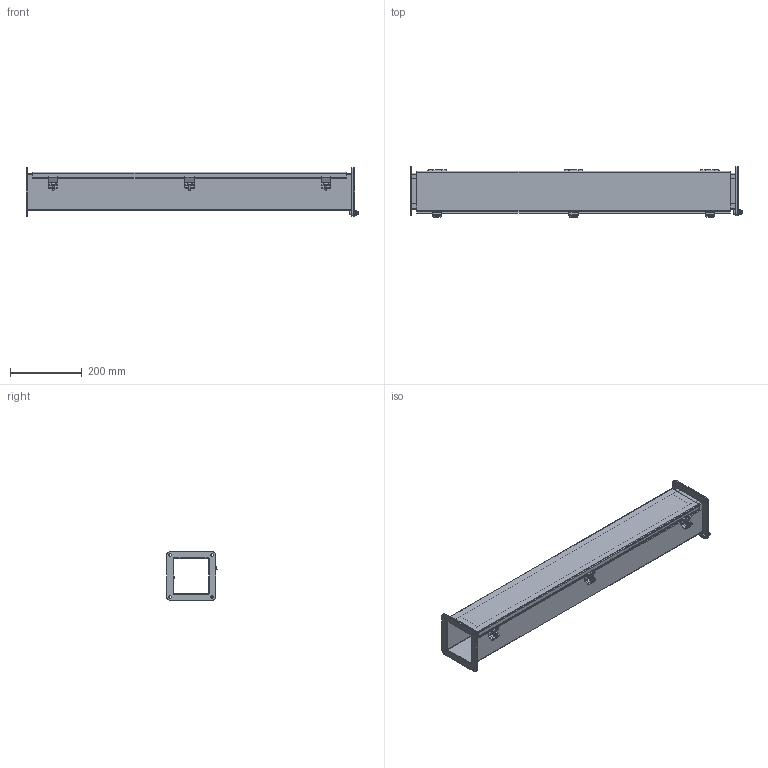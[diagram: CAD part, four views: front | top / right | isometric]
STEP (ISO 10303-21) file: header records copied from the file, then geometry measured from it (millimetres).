
FILE_DESCRIPTION (( 'STEP AP203' ), '1' );
FILE_NAME ('1487C36SS.step', '2020-11-17T21:11:36', ( 'ADC123' ), ( 'Microsoft' ), 'SwSTEP 2.0', 'SolidWorks 2019', '' );
FILE_SCHEMA (( 'CONFIG_CONTROL_DESIGN' ));
Length unit declared in the file: inch
Products named in the file (1): 1487C36SS
Bounding box: 928.26 x 141.01 x 136.53 mm (x, y, z)
Volume: 1070005.1 mm3; surface area: 1064674.7 mm2
Topology: 33 solids, 33 shells, 666 faces, 1708 edges, 1128 vertices
Faces by surface type: plane 429, cylinder 176, bspline 40, cone 15, torus 6
Full cylindrical faces by diameter (mm): 4.572 x3, 4.976 x1, 5.41 x3, 6.35 x4, 6.553 x1, 7.137 x16, 12.192 x3, 12.7 x1
Entity records: 22623 total; most frequent: CARTESIAN_POINT 6670, ORIENTED_EDGE 3290, DIRECTION 3109, EDGE_CURVE 1645, LINE 1133, VECTOR 1133, VERTEX_POINT 1116, AXIS2_PLACEMENT_3D 988
